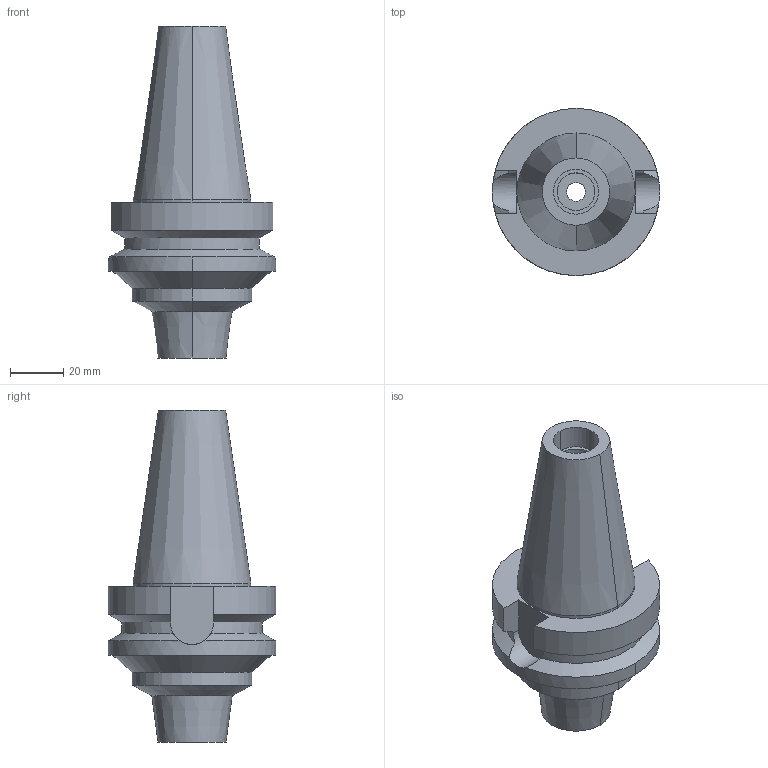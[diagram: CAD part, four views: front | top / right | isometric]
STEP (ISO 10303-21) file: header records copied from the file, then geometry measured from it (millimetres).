
FILE_DESCRIPTION((''),'2;1');
FILE_NAME('BBT40-HDC10-60','2018-07-13T',('ykawabe'),(''),'CREO PARAMETRIC BY PTC INC, 2016380','CREO PARAMETRIC BY PTC INC, 2016380','');
FILE_SCHEMA(('AUTOMOTIVE_DESIGN { 1 0 10303 214 1 1 1 1 }'));
Length unit declared in the file: millimetre
Products named in the file (1): BBT40-HDC10-60
Bounding box: 63 x 63 x 125.1 mm (x, y, z)
Volume: 158914.6 mm3; surface area: 25772.8 mm2
Topology: 1 solids, 1 shells, 51 faces, 129 edges, 87 vertices
Faces by surface type: cylinder 24, plane 15, cone 12
Entity records: 2274 total; most frequent: CARTESIAN_POINT 347, DIRECTION 292, ORIENTED_EDGE 258, PRESENTATION_STYLE_ASSIGNMENT 134, STYLED_ITEM 134, CURVE_STYLE 133, EDGE_CURVE 129, AXIS2_PLACEMENT_3D 122
